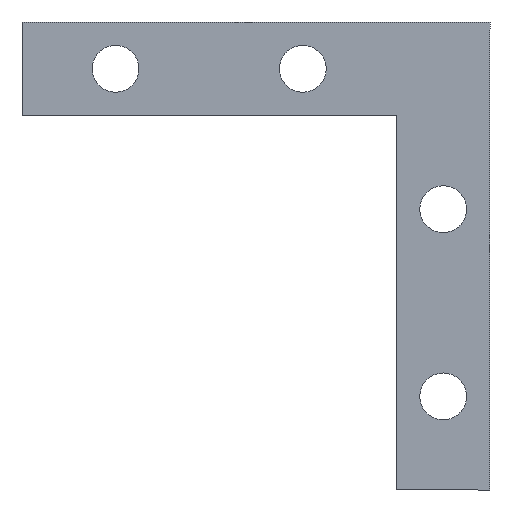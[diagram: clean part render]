
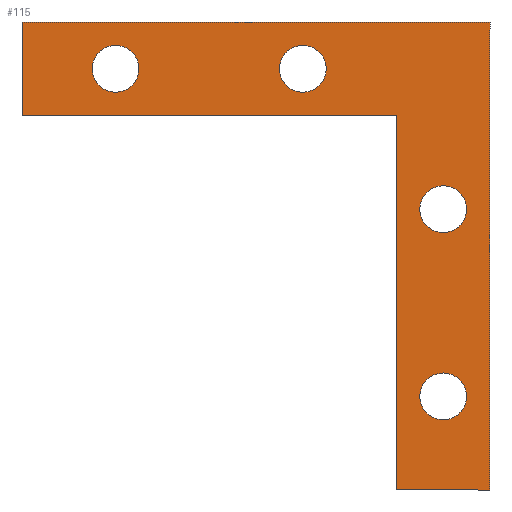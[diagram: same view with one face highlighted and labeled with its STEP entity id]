
A CAD part, front view. The second image highlights one B-rep face of the part: STEP entity #115.
In plain terms, the highlighted planar face has unit normal (0, -1, 0).
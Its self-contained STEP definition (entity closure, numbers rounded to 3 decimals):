
#5 = ORIENTED_EDGE ( 'NONE', *, *, #51, .T. ) ;
#6 = ORIENTED_EDGE ( 'NONE', *, *, #227, .F. ) ;
#27 = FACE_BOUND ( 'NONE', #155, .T. ) ;
#30 = CIRCLE ( 'NONE', #350, 2.5 ) ;
#31 = CARTESIAN_POINT ( 'NONE',  ( 30., 0., -7.5 ) ) ;
#32 = FACE_BOUND ( 'NONE', #123, .T. ) ;
#33 = FACE_BOUND ( 'NONE', #125, .T. ) ;
#34 = CIRCLE ( 'NONE', #35, 2.5 ) ;
#35 = AXIS2_PLACEMENT_3D ( 'NONE', #42, #41, #46 ) ;
#37 = CARTESIAN_POINT ( 'NONE',  ( 0., 0., -10. ) ) ;
#40 = FACE_OUTER_BOUND ( 'NONE', #81, .T. ) ;
#41 = DIRECTION ( 'NONE',  ( 0., 1., 0. ) ) ;
#42 = CARTESIAN_POINT ( 'NONE',  ( 30., 0., -5. ) ) ;
#43 = LINE ( 'NONE', #37, #349 ) ;
#44 = FACE_BOUND ( 'NONE', #180, .T. ) ;
#45 = CARTESIAN_POINT ( 'NONE',  ( 30., 0., -2.5 ) ) ;
#46 = DIRECTION ( 'NONE',  ( 0., 0., 1. ) ) ;
#47 = PLANE ( 'NONE',  #149 ) ;
#49 = DIRECTION ( 'NONE',  ( 0., 0., 1. ) ) ;
#51 = EDGE_CURVE ( 'NONE', #159, #231, #308, .T. ) ;
#53 = VERTEX_POINT ( 'NONE', #331 ) ;
#54 = VERTEX_POINT ( 'NONE', #272 ) ;
#58 = EDGE_CURVE ( 'NONE', #54, #53, #286, .T. ) ;
#59 = VERTEX_POINT ( 'NONE', #287 ) ;
#62 = EDGE_CURVE ( 'NONE', #143, #59, #248, .T. ) ;
#64 = VERTEX_POINT ( 'NONE', #288 ) ;
#65 = VERTEX_POINT ( 'NONE', #244 ) ;
#70 = EDGE_CURVE ( 'NONE', #59, #235, #334, .T. ) ;
#76 = EDGE_CURVE ( 'NONE', #64, #65, #320, .T. ) ;
#77 = ORIENTED_EDGE ( 'NONE', *, *, #80, .T. ) ;
#78 = ORIENTED_EDGE ( 'NONE', *, *, #135, .F. ) ;
#79 = EDGE_CURVE ( 'NONE', #105, #104, #238, .T. ) ;
#80 = EDGE_CURVE ( 'NONE', #231, #159, #237, .T. ) ;
#81 = EDGE_LOOP ( 'NONE', ( #78, #210, #208, #85, #6, #209 ) ) ;
#85 = ORIENTED_EDGE ( 'NONE', *, *, #62, .F. ) ;
#96 = ORIENTED_EDGE ( 'NONE', *, *, #76, .T. ) ;
#104 = VERTEX_POINT ( 'NONE', #359 ) ;
#105 = VERTEX_POINT ( 'NONE', #355 ) ;
#107 = EDGE_CURVE ( 'NONE', #104, #105, #354, .T. ) ;
#114 = ORIENTED_EDGE ( 'NONE', *, *, #107, .T. ) ;
#115 = ADVANCED_FACE ( 'NONE', ( #27, #33, #32, #44, #40 ), #47, .F. ) ;
#116 = ORIENTED_EDGE ( 'NONE', *, *, #117, .T. ) ;
#117 = EDGE_CURVE ( 'NONE', #131, #130, #34, .T. ) ;
#121 = ORIENTED_EDGE ( 'NONE', *, *, #122, .T. ) ;
#122 = EDGE_CURVE ( 'NONE', #65, #64, #282, .T. ) ;
#123 = EDGE_LOOP ( 'NONE', ( #124, #114 ) ) ;
#124 = ORIENTED_EDGE ( 'NONE', *, *, #79, .T. ) ;
#125 = EDGE_LOOP ( 'NONE', ( #116, #126 ) ) ;
#126 = ORIENTED_EDGE ( 'NONE', *, *, #132, .T. ) ;
#130 = VERTEX_POINT ( 'NONE', #31 ) ;
#131 = VERTEX_POINT ( 'NONE', #45 ) ;
#132 = EDGE_CURVE ( 'NONE', #130, #131, #30, .T. ) ;
#135 = EDGE_CURVE ( 'NONE', #145, #54, #43, .T. ) ;
#143 = VERTEX_POINT ( 'NONE', #371 ) ;
#145 = VERTEX_POINT ( 'NONE', #402 ) ;
#147 = DIRECTION ( 'NONE',  ( 0., 1., 0. ) ) ;
#148 = CARTESIAN_POINT ( 'NONE',  ( 0., 0., 0. ) ) ;
#149 = AXIS2_PLACEMENT_3D ( 'NONE', #148, #147, #49 ) ;
#154 = EDGE_CURVE ( 'NONE', #235, #145, #407, .T. ) ;
#155 = EDGE_LOOP ( 'NONE', ( #121, #96 ) ) ;
#159 = VERTEX_POINT ( 'NONE', #433 ) ;
#180 = EDGE_LOOP ( 'NONE', ( #77, #5 ) ) ;
#208 = ORIENTED_EDGE ( 'NONE', *, *, #70, .F. ) ;
#209 = ORIENTED_EDGE ( 'NONE', *, *, #58, .F. ) ;
#210 = ORIENTED_EDGE ( 'NONE', *, *, #154, .F. ) ;
#227 = EDGE_CURVE ( 'NONE', #53, #143, #453, .T. ) ;
#231 = VERTEX_POINT ( 'NONE', #489 ) ;
#235 = VERTEX_POINT ( 'NONE', #442 ) ;
#237 = CIRCLE ( 'NONE', #279, 2.5 ) ;
#238 = CIRCLE ( 'NONE', #329, 2.5 ) ;
#239 = DIRECTION ( 'NONE',  ( 0., 0., 1. ) ) ;
#240 = DIRECTION ( 'NONE',  ( 0., 1., 0. ) ) ;
#241 = CARTESIAN_POINT ( 'NONE',  ( 45., 0., -40. ) ) ;
#244 = CARTESIAN_POINT ( 'NONE',  ( 10., 0., -2.5 ) ) ;
#245 = DIRECTION ( 'NONE',  ( -1., 0., 0. ) ) ;
#246 = VECTOR ( 'NONE', #245, 1000. ) ;
#247 = CARTESIAN_POINT ( 'NONE',  ( 50., 0., -50. ) ) ;
#248 = LINE ( 'NONE', #247, #246 ) ;
#254 = DIRECTION ( 'NONE',  ( 1., 0., 0. ) ) ;
#255 = VECTOR ( 'NONE', #254, 1000. ) ;
#264 = CARTESIAN_POINT ( 'NONE',  ( 10., 0., -5. ) ) ;
#270 = DIRECTION ( 'NONE',  ( 0., 0., 1. ) ) ;
#271 = DIRECTION ( 'NONE',  ( 0., 1., 0. ) ) ;
#272 = CARTESIAN_POINT ( 'NONE',  ( 0., 0., 0. ) ) ;
#273 = CARTESIAN_POINT ( 'NONE',  ( 10., 0., -5. ) ) ;
#274 = CARTESIAN_POINT ( 'NONE',  ( 45., 0., -20. ) ) ;
#279 = AXIS2_PLACEMENT_3D ( 'NONE', #274, #327, #311 ) ;
#282 = CIRCLE ( 'NONE', #343, 2.5 ) ;
#285 = CARTESIAN_POINT ( 'NONE',  ( 0., 0., 0. ) ) ;
#286 = LINE ( 'NONE', #285, #255 ) ;
#287 = CARTESIAN_POINT ( 'NONE',  ( 40., 0., -50. ) ) ;
#288 = CARTESIAN_POINT ( 'NONE',  ( 10., 0., -7.5 ) ) ;
#289 = CARTESIAN_POINT ( 'NONE',  ( 45., 0., -20. ) ) ;
#294 = DIRECTION ( 'NONE',  ( 0., 1., 0. ) ) ;
#308 = CIRCLE ( 'NONE', #324, 2.5 ) ;
#309 = DIRECTION ( 'NONE',  ( 0., 0., 1. ) ) ;
#311 = DIRECTION ( 'NONE',  ( 0., 0., 1. ) ) ;
#313 = DIRECTION ( 'NONE',  ( 0., 1., 0. ) ) ;
#314 = CARTESIAN_POINT ( 'NONE',  ( 30., 0., -5. ) ) ;
#320 = CIRCLE ( 'NONE', #367, 2.5 ) ;
#324 = AXIS2_PLACEMENT_3D ( 'NONE', #289, #271, #270 ) ;
#327 = DIRECTION ( 'NONE',  ( 0., 1., 0. ) ) ;
#328 = DIRECTION ( 'NONE',  ( 0., 0., 1. ) ) ;
#329 = AXIS2_PLACEMENT_3D ( 'NONE', #241, #294, #328 ) ;
#331 = CARTESIAN_POINT ( 'NONE',  ( 50., 0., 0. ) ) ;
#332 = DIRECTION ( 'NONE',  ( 0., 0., 1. ) ) ;
#333 = VECTOR ( 'NONE', #332, 1000. ) ;
#334 = LINE ( 'NONE', #363, #333 ) ;
#343 = AXIS2_PLACEMENT_3D ( 'NONE', #264, #353, #352 ) ;
#344 = DIRECTION ( 'NONE',  ( 0., 0., 1. ) ) ;
#345 = DIRECTION ( 'NONE',  ( 0., 1., 0. ) ) ;
#346 = AXIS2_PLACEMENT_3D ( 'NONE', #351, #345, #344 ) ;
#348 = DIRECTION ( 'NONE',  ( 0., 0., 1. ) ) ;
#349 = VECTOR ( 'NONE', #348, 1000. ) ;
#350 = AXIS2_PLACEMENT_3D ( 'NONE', #314, #313, #309 ) ;
#351 = CARTESIAN_POINT ( 'NONE',  ( 45., 0., -40. ) ) ;
#352 = DIRECTION ( 'NONE',  ( 0., 0., 1. ) ) ;
#353 = DIRECTION ( 'NONE',  ( 0., 1., 0. ) ) ;
#354 = CIRCLE ( 'NONE', #346, 2.5 ) ;
#355 = CARTESIAN_POINT ( 'NONE',  ( 45., 0., -37.5 ) ) ;
#359 = CARTESIAN_POINT ( 'NONE',  ( 45., 0., -42.5 ) ) ;
#363 = CARTESIAN_POINT ( 'NONE',  ( 40., 0., -50. ) ) ;
#367 = AXIS2_PLACEMENT_3D ( 'NONE', #273, #240, #239 ) ;
#371 = CARTESIAN_POINT ( 'NONE',  ( 50., 0., -50. ) ) ;
#399 = DIRECTION ( 'NONE',  ( -1., 0., 0. ) ) ;
#400 = VECTOR ( 'NONE', #399, 1000. ) ;
#401 = CARTESIAN_POINT ( 'NONE',  ( 40., 0., -10. ) ) ;
#402 = CARTESIAN_POINT ( 'NONE',  ( 0., 0., -10. ) ) ;
#407 = LINE ( 'NONE', #401, #400 ) ;
#433 = CARTESIAN_POINT ( 'NONE',  ( 45., 0., -22.5 ) ) ;
#442 = CARTESIAN_POINT ( 'NONE',  ( 40., 0., -10. ) ) ;
#453 = LINE ( 'NONE', #565, #500 ) ;
#489 = CARTESIAN_POINT ( 'NONE',  ( 45., 0., -17.5 ) ) ;
#500 = VECTOR ( 'NONE', #564, 1000. ) ;
#564 = DIRECTION ( 'NONE',  ( 0., 0., -1. ) ) ;
#565 = CARTESIAN_POINT ( 'NONE',  ( 50., 0., 0. ) ) ;
